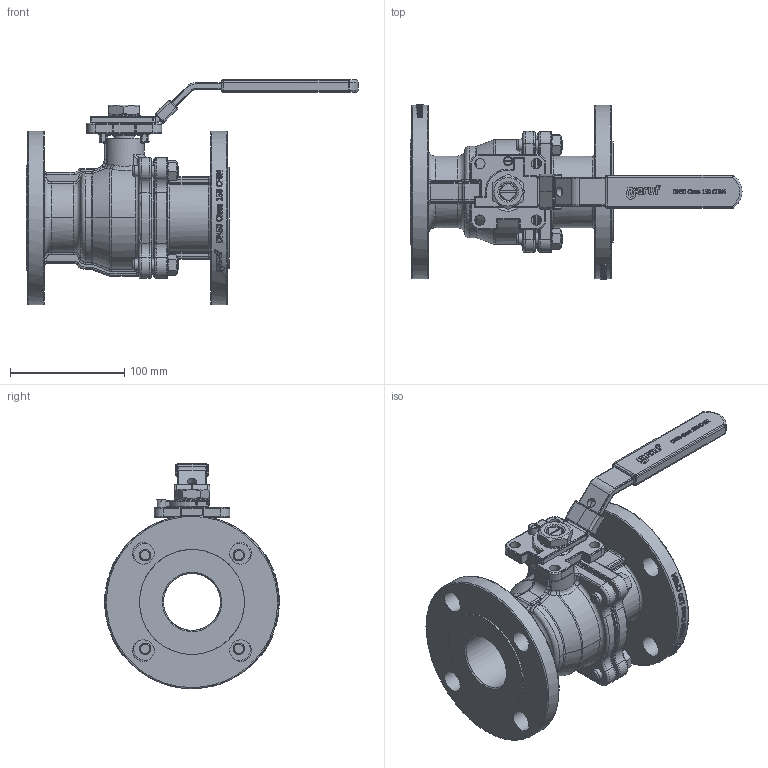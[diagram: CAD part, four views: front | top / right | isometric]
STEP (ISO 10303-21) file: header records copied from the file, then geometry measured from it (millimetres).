
FILE_DESCRIPTION(('HOOPS Exchange Step'),'2;1');
FILE_NAME('FK0601_DN50.stp','2025-08-04T13:42:10+02:00',('nieru'),('Unknown organisation'),'HOOPS Exchange 2024.2','HOOPS Exchange','Unknown authorisation');
FILE_SCHEMA( ('AP203_CONFIGURATION_CONTROLLED_3D_DESIGN_OF_MECHANICAL_PARTS_AND_ASSEMBLIES_MIM_LF') );
Length unit declared in the file: millimetre
Products named in the file (2): 0; root
Assembly tree (1 placements, depth 2):
  root
    0
Bounding box: 291 x 153 x 197.5 mm (x, y, z)
Volume: 1101979.2 mm3; surface area: 204558.8 mm2
Topology: 1 solids, 1 shells, 2264 faces, 6042 edges, 3869 vertices
Faces by surface type: bspline 843, plane 613, cylinder 513, torus 174, sphere 84, cone 37
Full cylindrical faces by diameter (mm): 4.134 x1, 8 x2, 9 x4, 10 x12, 10.5 x4, 15.294 x1, 18 x2, 18.5 x2, 19 x8, 28 x2, 34 x1, 50 x1, 92 x2, 102 x1, 152 x2
Entity records: 155469 total; most frequent: CARTESIAN_POINT 107423, ORIENTED_EDGE 12074, EDGE_CURVE 6037, DIRECTION 5995, VERTEX_POINT 3869, B_SPLINE_CURVE_WITH_KNOTS 3358, EDGE_LOOP 2424, FACE_BOUND 2424
